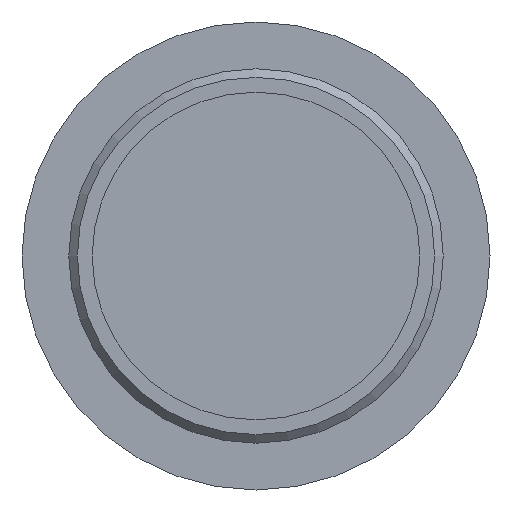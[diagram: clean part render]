
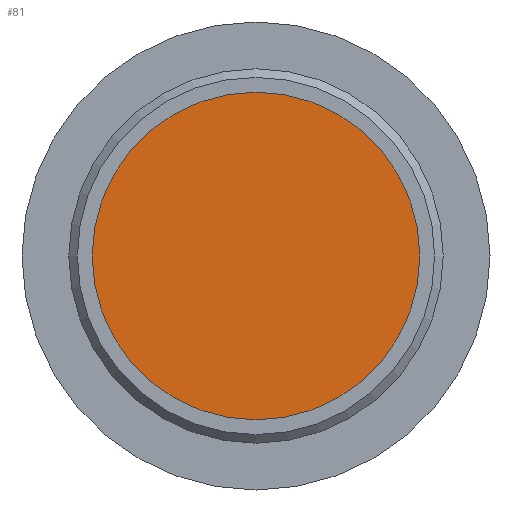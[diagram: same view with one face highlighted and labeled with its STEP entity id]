
A CAD part, front view. The second image highlights one B-rep face of the part: STEP entity #81.
In plain terms, the highlighted planar face has unit normal (0, -1, 0).
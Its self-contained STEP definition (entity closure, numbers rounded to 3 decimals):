
#81 = ADVANCED_FACE( '', ( #121 ), #122, .F. );
#121 = FACE_OUTER_BOUND( '', #194, .T. );
#122 = PLANE( '', #195 );
#194 = EDGE_LOOP( '', ( #310 ) );
#195 = AXIS2_PLACEMENT_3D( '', #311, #312, #313 );
#310 = ORIENTED_EDGE( '', *, *, #510, .F. );
#311 = CARTESIAN_POINT( '', ( 0., -7.5, 0. ) );
#312 = DIRECTION( '', ( 0., 1., 0. ) );
#313 = DIRECTION( '', ( 0., 0., 1. ) );
#510 = EDGE_CURVE( '', #605, #605, #606, .T. );
#605 = VERTEX_POINT( '', #823 );
#606 = CIRCLE( '', #824, 17.5 );
#823 = CARTESIAN_POINT( '', ( 0., -7.5, 17.5 ) );
#824 = AXIS2_PLACEMENT_3D( '', #963, #964, #965 );
#963 = CARTESIAN_POINT( '', ( 0., -7.5, 0. ) );
#964 = DIRECTION( '', ( 0., 1., 0. ) );
#965 = DIRECTION( '', ( 0., 0., 1. ) );
